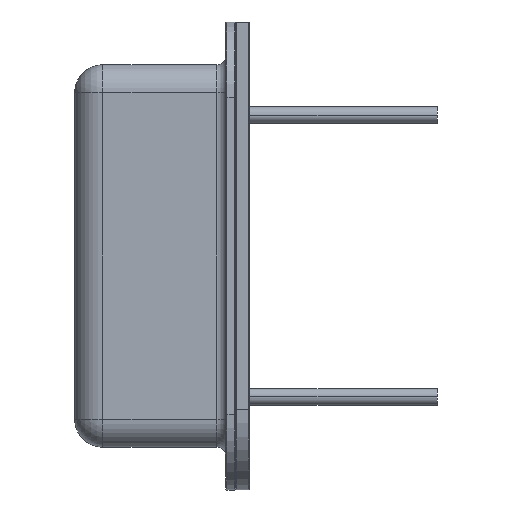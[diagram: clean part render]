
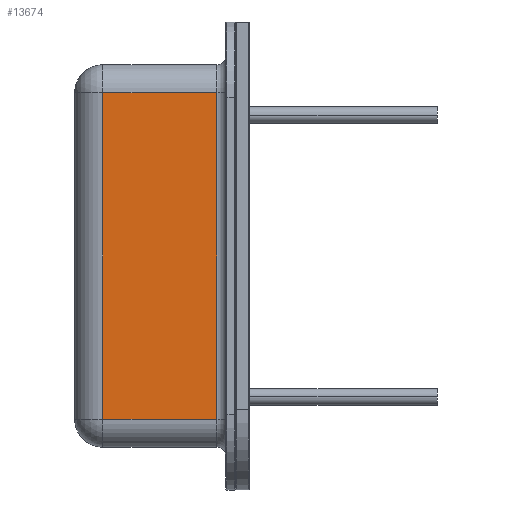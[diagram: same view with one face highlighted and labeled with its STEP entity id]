
A CAD part, left-side view. The second image highlights one B-rep face of the part: STEP entity #13674.
In plain terms, the highlighted planar face has unit normal (-1, 0, 0).
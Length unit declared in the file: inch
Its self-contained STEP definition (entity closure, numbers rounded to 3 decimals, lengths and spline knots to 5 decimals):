
#621 = LINE ( 'NONE', #4460, #16997 ) ;
#653 = CARTESIAN_POINT ( 'NONE',  ( -0.67009, -0.57398, -0.13531 ) ) ;
#1114 = CARTESIAN_POINT ( 'NONE',  ( -0.67009, 0.45716, -0.13531 ) ) ;
#1368 = ORIENTED_EDGE ( 'NONE', *, *, #4467, .T. ) ;
#2404 = DIRECTION ( 'NONE',  ( 0., 1., 0. ) ) ;
#3562 = CARTESIAN_POINT ( 'NONE',  ( -0.67009, 0.57816, 0.21169 ) ) ;
#4460 = CARTESIAN_POINT ( 'NONE',  ( -0.67009, 0.45716, -0.13531 ) ) ;
#4467 = EDGE_CURVE ( 'NONE', #23630, #10454, #18818, .T. ) ;
#4745 = EDGE_CURVE ( 'NONE', #10454, #14957, #20602, .T. ) ;
#5395 = VECTOR ( 'NONE', #2404, 39.37008 ) ;
#5602 = CARTESIAN_POINT ( 'NONE',  ( -0.67009, 0.57816, -0.13531 ) ) ;
#6053 = CARTESIAN_POINT ( 'NONE',  ( -0.67009, 0.45716, 0.21169 ) ) ;
#7049 = DIRECTION ( 'NONE',  ( 0., 0., -1. ) ) ;
#7634 = ORIENTED_EDGE ( 'NONE', *, *, #23303, .T. ) ;
#7932 = DIRECTION ( 'NONE',  ( 0., 1., 0. ) ) ;
#10454 = VERTEX_POINT ( 'NONE', #3562 ) ;
#11451 = CARTESIAN_POINT ( 'NONE',  ( -0.67009, -0.57398, 0.21169 ) ) ;
#13674 = ADVANCED_FACE ( 'NONE', ( #22798 ), #20642, .T. ) ;
#14318 = DIRECTION ( 'NONE',  ( -1., 0., 0. ) ) ;
#14957 = VERTEX_POINT ( 'NONE', #18909 ) ;
#15083 = DIRECTION ( 'NONE',  ( 0., 0., 1. ) ) ;
#15935 = AXIS2_PLACEMENT_3D ( 'NONE', #21245, #14318, #7049 ) ;
#15956 = EDGE_LOOP ( 'NONE', ( #1368, #16489, #22363, #7634 ) ) ;
#16489 = ORIENTED_EDGE ( 'NONE', *, *, #4745, .T. ) ;
#16997 = VECTOR ( 'NONE', #15083, 39.37008 ) ;
#17059 = LINE ( 'NONE', #653, #22614 ) ;
#18541 = EDGE_CURVE ( 'NONE', #19686, #14957, #17059, .T. ) ;
#18818 = LINE ( 'NONE', #11451, #5395 ) ;
#18909 = CARTESIAN_POINT ( 'NONE',  ( -0.67009, 0.57816, -0.13531 ) ) ;
#19686 = VERTEX_POINT ( 'NONE', #1114 ) ;
#20602 = LINE ( 'NONE', #5602, #21683 ) ;
#20642 = PLANE ( 'NONE',  #15935 ) ;
#21245 = CARTESIAN_POINT ( 'NONE',  ( -0.67009, -0.57398, -0.13531 ) ) ;
#21683 = VECTOR ( 'NONE', #22307, 39.37008 ) ;
#22307 = DIRECTION ( 'NONE',  ( 0., 0., -1. ) ) ;
#22363 = ORIENTED_EDGE ( 'NONE', *, *, #18541, .F. ) ;
#22614 = VECTOR ( 'NONE', #7932, 39.37008 ) ;
#22798 = FACE_OUTER_BOUND ( 'NONE', #15956, .T. ) ;
#23303 = EDGE_CURVE ( 'NONE', #19686, #23630, #621, .T. ) ;
#23630 = VERTEX_POINT ( 'NONE', #6053 ) ;
